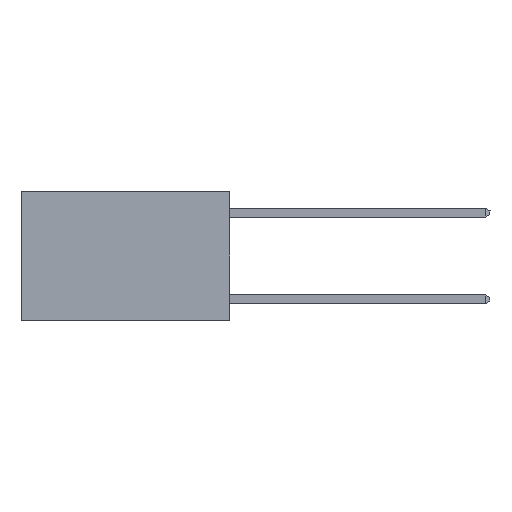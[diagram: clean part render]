
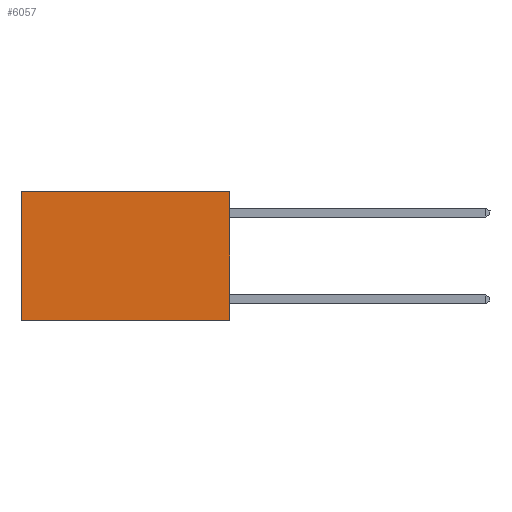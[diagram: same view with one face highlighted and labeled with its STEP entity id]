
A CAD part, left-side view. The second image highlights one B-rep face of the part: STEP entity #6057.
In plain terms, the highlighted planar face has unit normal (-1, 0, 0).
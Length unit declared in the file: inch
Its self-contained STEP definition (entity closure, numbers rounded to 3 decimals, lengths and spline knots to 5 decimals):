
#1517 = VECTOR ( 'NONE', #20447, 39.37008 ) ;
#2623 = EDGE_LOOP ( 'NONE', ( #24124, #14662, #9013, #14679 ) ) ;
#2798 = EDGE_CURVE ( 'NONE', #9784, #21238, #17096, .T. ) ;
#3139 = VERTEX_POINT ( 'NONE', #15037 ) ;
#3159 = LINE ( 'NONE', #22525, #20932 ) ;
#4830 = VECTOR ( 'NONE', #6974, 39.37008 ) ;
#6057 = ADVANCED_FACE ( 'NONE', ( #12235 ), #20933, .F. ) ;
#6974 = DIRECTION ( 'NONE',  ( 0., 0., -1. ) ) ;
#7427 = CARTESIAN_POINT ( 'NONE',  ( 0.2625, 0.6, -0.37 ) ) ;
#7706 = EDGE_CURVE ( 'NONE', #3139, #26523, #25713, .T. ) ;
#9013 = ORIENTED_EDGE ( 'NONE', *, *, #2798, .F. ) ;
#9784 = VERTEX_POINT ( 'NONE', #10694 ) ;
#9919 = CARTESIAN_POINT ( 'NONE',  ( 0.2625, 0., 0. ) ) ;
#10004 = DIRECTION ( 'NONE',  ( 0., 0., -1. ) ) ;
#10694 = CARTESIAN_POINT ( 'NONE',  ( 0.2625, 0., 0. ) ) ;
#11203 = EDGE_CURVE ( 'NONE', #9784, #3139, #15771, .T. ) ;
#11988 = AXIS2_PLACEMENT_3D ( 'NONE', #9919, #25193, #10004 ) ;
#12235 = FACE_OUTER_BOUND ( 'NONE', #2623, .T. ) ;
#12347 = EDGE_CURVE ( 'NONE', #21238, #26523, #3159, .T. ) ;
#14662 = ORIENTED_EDGE ( 'NONE', *, *, #12347, .F. ) ;
#14679 = ORIENTED_EDGE ( 'NONE', *, *, #11203, .T. ) ;
#15037 = CARTESIAN_POINT ( 'NONE',  ( 0.2625, 0.6, 0. ) ) ;
#15771 = LINE ( 'NONE', #18218, #1517 ) ;
#17096 = LINE ( 'NONE', #20373, #4830 ) ;
#17598 = CARTESIAN_POINT ( 'NONE',  ( 0.2625, 0.6, 0. ) ) ;
#17996 = DIRECTION ( 'NONE',  ( 0., 1., 0. ) ) ;
#18218 = CARTESIAN_POINT ( 'NONE',  ( 0.2625, 0., 0. ) ) ;
#20373 = CARTESIAN_POINT ( 'NONE',  ( 0.2625, 0., 0. ) ) ;
#20447 = DIRECTION ( 'NONE',  ( 0., 1., 0. ) ) ;
#20932 = VECTOR ( 'NONE', #17996, 39.37008 ) ;
#20933 = PLANE ( 'NONE',  #11988 ) ;
#21238 = VERTEX_POINT ( 'NONE', #21690 ) ;
#21690 = CARTESIAN_POINT ( 'NONE',  ( 0.2625, 0., -0.37 ) ) ;
#22058 = DIRECTION ( 'NONE',  ( 0., 0., -1. ) ) ;
#22525 = CARTESIAN_POINT ( 'NONE',  ( 0.2625, 0., -0.37 ) ) ;
#24124 = ORIENTED_EDGE ( 'NONE', *, *, #7706, .T. ) ;
#25193 = DIRECTION ( 'NONE',  ( 1., 0., 0. ) ) ;
#25713 = LINE ( 'NONE', #17598, #27407 ) ;
#26523 = VERTEX_POINT ( 'NONE', #7427 ) ;
#27407 = VECTOR ( 'NONE', #22058, 39.37008 ) ;
